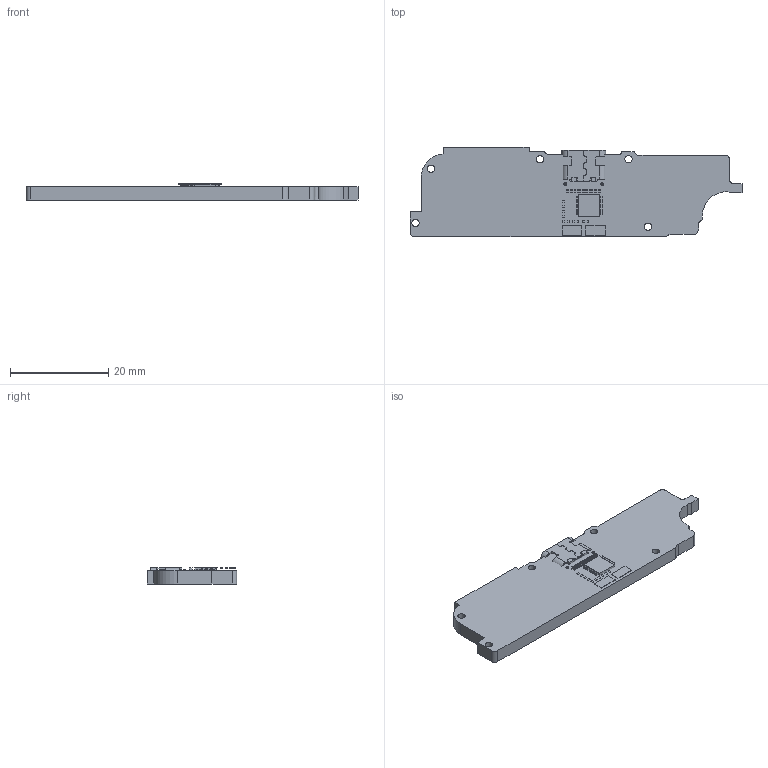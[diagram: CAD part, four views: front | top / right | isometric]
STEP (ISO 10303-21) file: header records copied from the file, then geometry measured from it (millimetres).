
FILE_DESCRIPTION(/* description */ (''),/* implementation_level */ '2;1');
FILE_NAME(/* name */ 'USB-Board v21.step',/* time_stamp */ '2022-02-05T08:01:01+01:00',/* author */ (''),/* organization */ (''),/* preprocessor_version */ 'ST-DEVELOPER v18.1',/* originating_system */ 'Autodesk Translation Framework v10.13.0.1454',/* authorisation */ '');
FILE_SCHEMA (('AUTOMOTIVE_DESIGN { 1 0 10303 214 3 1 1 }'));
Length unit declared in the file: millimetre
Products named in the file (5): USB-Board; usb-c 20v; HRO TYPE-C-31-M-14 v1; Shroud; Plastic Body & Connector
Assembly tree (4 placements, depth 4):
  USB-Board
    usb-c 20v
      HRO TYPE-C-31-M-14 v1
        Shroud
        Plastic Body & Connector
Bounding box: 67.66 x 18.25 x 3.27 mm (x, y, z)
Volume: 2978.9 mm3; surface area: 3208.7 mm2
Topology: 48 solids, 48 shells, 1190 faces, 3106 edges, 2030 vertices
Faces by surface type: plane 863, bspline 185, cylinder 136, cone 6
Full cylindrical faces by diameter (mm): 0.6 x2, 1.5 x5
Entity records: 38529 total; most frequent: CARTESIAN_POINT 9964, ORIENTED_EDGE 6212, DIRECTION 5016, EDGE_CURVE 3106, LINE 2484, VECTOR 2484, VERTEX_POINT 2030, AXIS2_PLACEMENT_3D 1266
